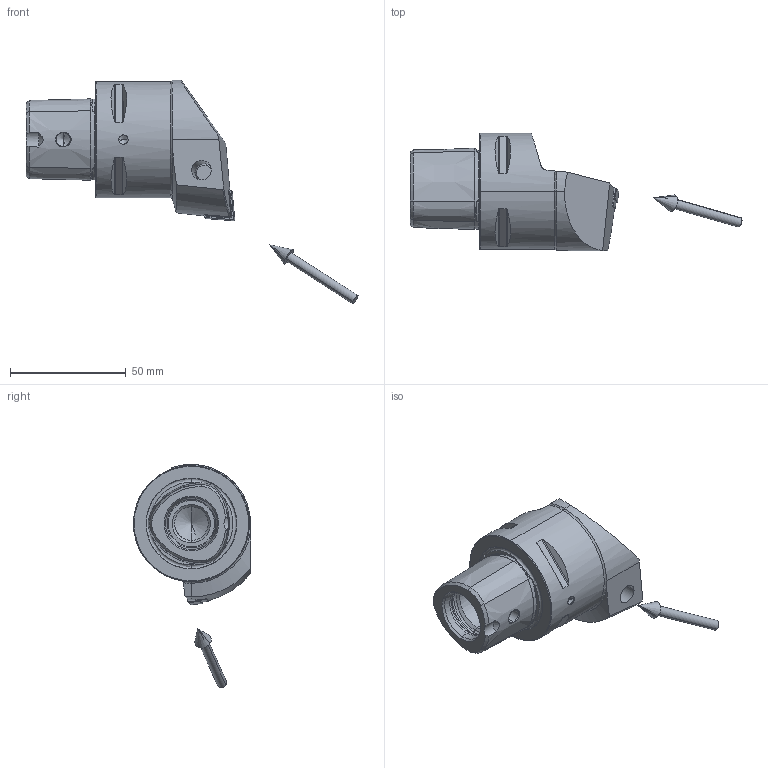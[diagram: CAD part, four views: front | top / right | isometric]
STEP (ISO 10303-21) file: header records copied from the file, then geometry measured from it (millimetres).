
FILE_DESCRIPTION (( 'STEP AP203' ), '1' );
FILE_NAME ('PS5.PCD.RLA.060.STEP', '2014-11-18T09:16:17', ( 'SWIAdmin' ), ( 'Hewlett-Packard Company' ), 'SwSTEP 2.0', 'SolidWorks 2012', '' );
FILE_SCHEMA (( 'CONFIG_CONTROL_DESIGN' ));
Length unit declared in the file: millimetre
Products named in the file (9): PS5.PCD.RLA.060; WCD-ER1.101.000; WCD-ER4.101.017_A; WCD-ER3.101.000_A; CNMG120404; WCD-ER2.101.003_A; Wasserstrahl_4.2mm; KVT_MB_600_060; PS5-PCD.RLA.060_A
Assembly tree (8 placements, depth 2):
  PS5.PCD.RLA.060
    PS5-PCD.RLA.060_A
    KVT_MB_600_060
    Wasserstrahl_4.2mm
    WCD-ER2.101.003_A
    CNMG120404
    WCD-ER3.101.000_A
    WCD-ER4.101.017_A
    WCD-ER1.101.000
Bounding box: 143.11 x 50.5 x 96.21 mm (x, y, z)
Volume: 99744.3 mm3; surface area: 22635.7 mm2
Topology: 9 solids, 9 shells, 353 faces, 852 edges, 510 vertices
Faces by surface type: cone 117, plane 95, cylinder 88, torus 38, bspline 13, sphere 2
Entity records: 12157 total; most frequent: CARTESIAN_POINT 3319, ORIENTED_EDGE 1662, DIRECTION 1649, EDGE_CURVE 831, AXIS2_PLACEMENT_3D 650, VERTEX_POINT 507, EDGE_LOOP 378, FACE_OUTER_BOUND 353
